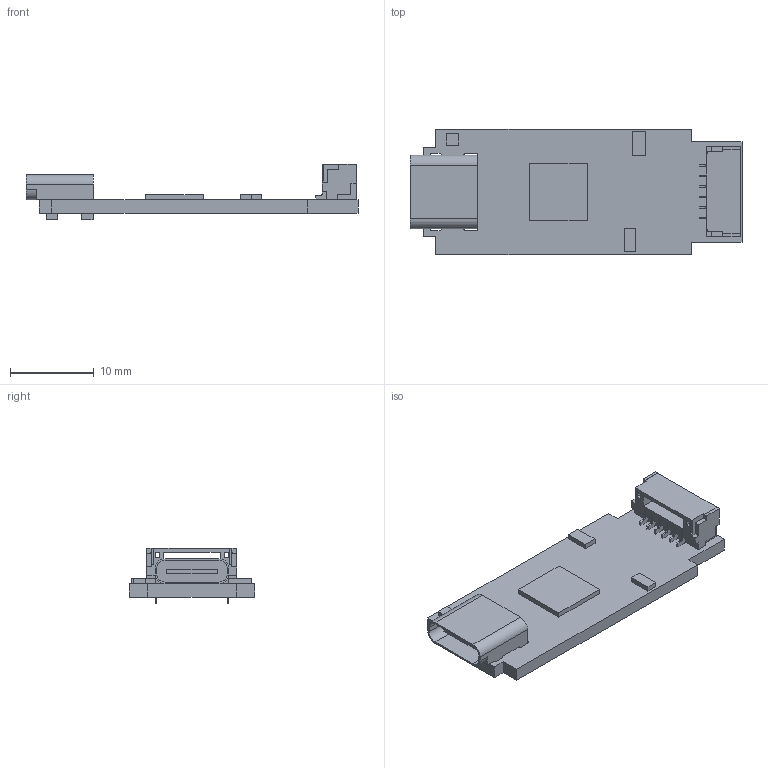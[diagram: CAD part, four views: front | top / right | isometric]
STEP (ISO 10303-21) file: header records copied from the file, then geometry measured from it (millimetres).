
FILE_DESCRIPTION(/* description */ (''),/* implementation_level */ '2;1');
FILE_NAME(/* name */ 'VB-STLink.stp',/* time_stamp */ '2024-12-18T19:12:22+03:00',/* author */ ('Kostic'),/* organization */ (''),/* preprocessor_version */ 'ST-DEVELOPER v18.1',/* originating_system */ 'Autodesk Inventor 2022',/* authorisation */ '');
FILE_SCHEMA (('AUTOMOTIVE_DESIGN { 1 0 10303 214 3 1 1 }'));
Length unit declared in the file: millimetre
Products named in the file (4): VB=Sbus-USB; VB-STLink; usb-c-v1; SM06B-GHS-TB
Assembly tree (3 placements, depth 2):
  VB=Sbus-USB
    VB-STLink
    usb-c-v1
    SM06B-GHS-TB
Bounding box: 39.57 x 15 x 6.65 mm (x, y, z)
Volume: 1090.4 mm3; surface area: 2231.7 mm2
Topology: 11 solids, 11 shells, 368 faces, 1038 edges, 688 vertices
Faces by surface type: plane 338, cylinder 30
Full cylindrical faces by diameter (mm): 0.65 x2
Entity records: 11979 total; most frequent: CARTESIAN_POINT 2101, ORIENTED_EDGE 2076, DIRECTION 1848, EDGE_CURVE 1038, LINE 978, VECTOR 978, VERTEX_POINT 688, AXIS2_PLACEMENT_3D 435
